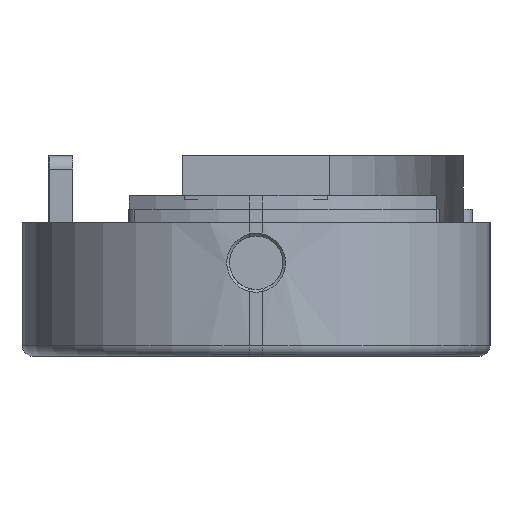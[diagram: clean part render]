
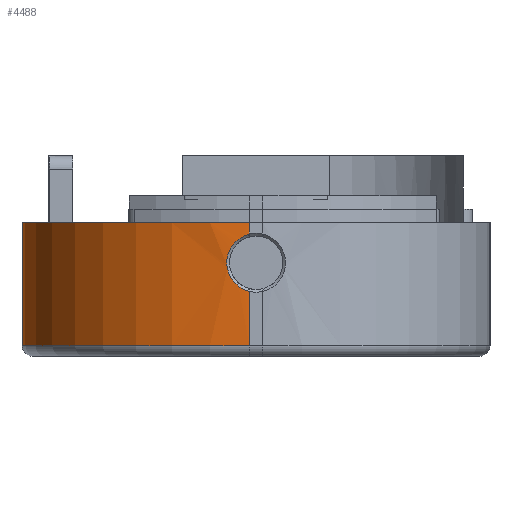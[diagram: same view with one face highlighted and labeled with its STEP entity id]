
A CAD part, left-side view. The second image highlights one B-rep face of the part: STEP entity #4488.
In plain terms, the highlighted cylindrical face has radius 17 mm (diameter 34 mm), a partial arc.
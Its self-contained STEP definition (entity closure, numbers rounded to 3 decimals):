
#65=B_SPLINE_CURVE_WITH_KNOTS('',3,(#7906,#7907,#7908,#7909,#7910,#7911,
#7912,#7913,#7914,#7915),.UNSPECIFIED.,.F.,.F.,(4,1,1,1,1,1,1,4),(-0.251,
-0.18,-0.108,-0.036,0.036,
0.108,0.18,0.251),.UNSPECIFIED.);
#68=B_SPLINE_CURVE_WITH_KNOTS('',3,(#7949,#7950,#7951,#7952),
 .UNSPECIFIED.,.F.,.F.,(4,4),(-1.83,-1.806),
 .UNSPECIFIED.);
#70=B_SPLINE_CURVE_WITH_KNOTS('',3,(#7973,#7974,#7975,#7976),
 .UNSPECIFIED.,.F.,.F.,(4,4),(1.806,1.83),
 .UNSPECIFIED.);
#357=FACE_OUTER_BOUND('',#618,.T.);
#618=EDGE_LOOP('',(#3593,#3594,#3595,#3596,#3597,#3598,#3599,#3600));
#986=LINE('',#7983,#1384);
#989=LINE('',#7989,#1387);
#990=LINE('',#7993,#1388);
#1384=VECTOR('',#5849,10.);
#1387=VECTOR('',#5854,10.);
#1388=VECTOR('',#5857,10.);
#1703=CIRCLE('',#4878,17.);
#1704=CIRCLE('',#4879,17.);
#2085=VERTEX_POINT('',#7731);
#2096=VERTEX_POINT('',#7835);
#2098=VERTEX_POINT('',#7903);
#2099=VERTEX_POINT('',#7905);
#2102=VERTEX_POINT('',#7982);
#2104=VERTEX_POINT('',#7988);
#2105=VERTEX_POINT('',#7990);
#2106=VERTEX_POINT('',#7992);
#2653=EDGE_CURVE('',#2098,#2099,#65,.T.);
#2657=EDGE_CURVE('',#2099,#2096,#68,.T.);
#2659=EDGE_CURVE('',#2085,#2098,#70,.T.);
#2661=EDGE_CURVE('',#2102,#2096,#986,.T.);
#2664=EDGE_CURVE('',#2085,#2104,#989,.T.);
#2665=EDGE_CURVE('',#2105,#2104,#1703,.T.);
#2666=EDGE_CURVE('',#2106,#2105,#990,.T.);
#2667=EDGE_CURVE('',#2102,#2106,#1704,.T.);
#3593=ORIENTED_EDGE('',*,*,#2657,.F.);
#3594=ORIENTED_EDGE('',*,*,#2653,.F.);
#3595=ORIENTED_EDGE('',*,*,#2659,.F.);
#3596=ORIENTED_EDGE('',*,*,#2664,.T.);
#3597=ORIENTED_EDGE('',*,*,#2665,.F.);
#3598=ORIENTED_EDGE('',*,*,#2666,.F.);
#3599=ORIENTED_EDGE('',*,*,#2667,.F.);
#3600=ORIENTED_EDGE('',*,*,#2661,.T.);
#4314=CYLINDRICAL_SURFACE('',#4877,17.);
#4488=ADVANCED_FACE('',(#357),#4314,.T.);
#4877=AXIS2_PLACEMENT_3D('',#7987,#5852,#5853);
#4878=AXIS2_PLACEMENT_3D('',#7991,#5855,#5856);
#4879=AXIS2_PLACEMENT_3D('',#7994,#5858,#5859);
#5849=DIRECTION('',(0.,0.,1.));
#5852=DIRECTION('center_axis',(0.,0.,1.));
#5853=DIRECTION('ref_axis',(0.,1.,0.));
#5854=DIRECTION('',(0.,0.,1.));
#5855=DIRECTION('center_axis',(0.,0.,1.));
#5856=DIRECTION('ref_axis',(0.,1.,0.));
#5857=DIRECTION('',(0.,0.,1.));
#5858=DIRECTION('center_axis',(0.,0.,-1.));
#5859=DIRECTION('ref_axis',(-0.707,0.707,0.));
#7731=CARTESIAN_POINT('',(0.,18.,9.139));
#7835=CARTESIAN_POINT('',(0.,18.,4.86));
#7903=CARTESIAN_POINT('',(0.,18.051,9.126));
#7905=CARTESIAN_POINT('',(0.,18.051,4.873));
#7906=CARTESIAN_POINT('Ctrl Pts',(0.,18.051,
9.126));
#7907=CARTESIAN_POINT('Ctrl Pts',(0.001,18.32,
9.055));
#7908=CARTESIAN_POINT('Ctrl Pts',(0.016,18.835,8.798));
#7909=CARTESIAN_POINT('Ctrl Pts',(0.055,19.384,8.214));
#7910=CARTESIAN_POINT('Ctrl Pts',(0.085,19.701,7.398));
#7911=CARTESIAN_POINT('Ctrl Pts',(0.085,19.7,6.6));
#7912=CARTESIAN_POINT('Ctrl Pts',(0.055,19.381,5.786));
#7913=CARTESIAN_POINT('Ctrl Pts',(0.016,18.833,5.201));
#7914=CARTESIAN_POINT('Ctrl Pts',(0.001,18.32,
4.944));
#7915=CARTESIAN_POINT('Ctrl Pts',(0.,18.051,
4.873));
#7949=CARTESIAN_POINT('Ctrl Pts',(0.,18.051,
4.873));
#7950=CARTESIAN_POINT('Ctrl Pts',(0.,18.034,
4.868));
#7951=CARTESIAN_POINT('Ctrl Pts',(0.,18.017,
4.864));
#7952=CARTESIAN_POINT('Ctrl Pts',(0.,18.,4.86));
#7973=CARTESIAN_POINT('Ctrl Pts',(0.,18.,9.139));
#7974=CARTESIAN_POINT('Ctrl Pts',(0.,18.017,
9.135));
#7975=CARTESIAN_POINT('Ctrl Pts',(0.,18.034,
9.131));
#7976=CARTESIAN_POINT('Ctrl Pts',(0.,18.051,
9.126));
#7982=CARTESIAN_POINT('',(0.,18.,0.8));
#7983=CARTESIAN_POINT('',(0.,18.,0.));
#7987=CARTESIAN_POINT('Origin',(17.,18.,0.));
#7988=CARTESIAN_POINT('',(0.,18.,10.));
#7989=CARTESIAN_POINT('',(0.,18.,0.));
#7990=CARTESIAN_POINT('',(17.,35.,10.));
#7991=CARTESIAN_POINT('Origin',(17.,18.,10.));
#7992=CARTESIAN_POINT('',(17.,35.,0.8));
#7993=CARTESIAN_POINT('',(17.,35.,0.));
#7994=CARTESIAN_POINT('Origin',(17.,18.,0.8));
